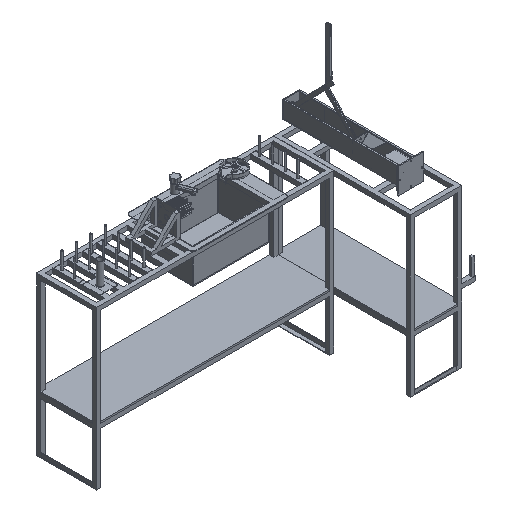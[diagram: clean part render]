
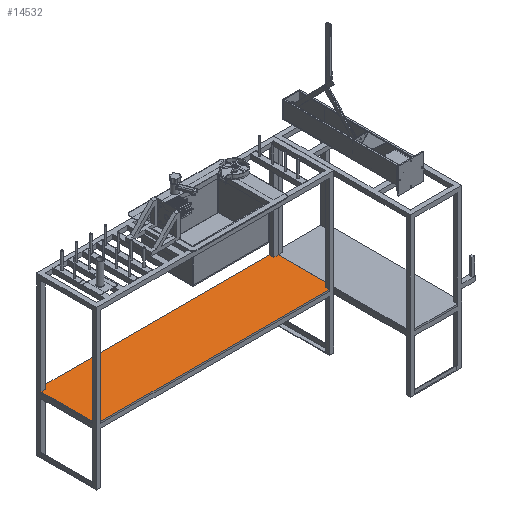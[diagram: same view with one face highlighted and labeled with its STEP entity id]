
A CAD part, isometric view. The second image highlights one B-rep face of the part: STEP entity #14532.
In plain terms, the highlighted planar face has unit normal (0, 0, 1).
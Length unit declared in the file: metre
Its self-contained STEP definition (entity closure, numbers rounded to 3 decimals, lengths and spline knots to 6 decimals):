
#3146=ORIENTED_EDGE('',*,*,#6079,.F.);
#3147=ORIENTED_EDGE('',*,*,#6083,.T.);
#3148=ORIENTED_EDGE('',*,*,#6086,.T.);
#3149=ORIENTED_EDGE('',*,*,#6089,.T.);
#3150=ORIENTED_EDGE('',*,*,#6092,.T.);
#3151=ORIENTED_EDGE('',*,*,#6095,.F.);
#3152=ORIENTED_EDGE('',*,*,#6098,.T.);
#3153=ORIENTED_EDGE('',*,*,#6101,.F.);
#3154=ORIENTED_EDGE('',*,*,#6104,.F.);
#3155=ORIENTED_EDGE('',*,*,#6107,.F.);
#3156=ORIENTED_EDGE('',*,*,#6110,.F.);
#3157=ORIENTED_EDGE('',*,*,#6112,.T.);
#6079=EDGE_CURVE('',#7687,#7688,#9063,.T.);
#6083=EDGE_CURVE('',#7687,#7690,#9067,.T.);
#6086=EDGE_CURVE('',#7690,#7692,#9070,.T.);
#6089=EDGE_CURVE('',#7692,#7694,#9073,.T.);
#6092=EDGE_CURVE('',#7694,#7696,#9076,.T.);
#6095=EDGE_CURVE('',#7698,#7696,#9079,.T.);
#6098=EDGE_CURVE('',#7698,#7700,#9082,.T.);
#6101=EDGE_CURVE('',#7702,#7700,#9085,.T.);
#6104=EDGE_CURVE('',#7704,#7702,#9088,.T.);
#6107=EDGE_CURVE('',#7706,#7704,#9091,.T.);
#6110=EDGE_CURVE('',#7708,#7706,#9094,.T.);
#6112=EDGE_CURVE('',#7708,#7688,#9096,.T.);
#7687=VERTEX_POINT('',#24538);
#7688=VERTEX_POINT('',#24540);
#7690=VERTEX_POINT('',#24546);
#7692=VERTEX_POINT('',#24552);
#7694=VERTEX_POINT('',#24558);
#7696=VERTEX_POINT('',#24564);
#7698=VERTEX_POINT('',#24570);
#7700=VERTEX_POINT('',#24576);
#7702=VERTEX_POINT('',#24582);
#7704=VERTEX_POINT('',#24588);
#7706=VERTEX_POINT('',#24594);
#7708=VERTEX_POINT('',#24600);
#9063=LINE('',#24539,#10266);
#9067=LINE('',#24547,#10270);
#9070=LINE('',#24553,#10273);
#9073=LINE('',#24559,#10276);
#9076=LINE('',#24565,#10279);
#9079=LINE('',#24571,#10282);
#9082=LINE('',#24577,#10285);
#9085=LINE('',#24583,#10288);
#9088=LINE('',#24589,#10291);
#9091=LINE('',#24595,#10294);
#9094=LINE('',#24601,#10297);
#9096=LINE('',#24604,#10299);
#10266=VECTOR('',#19911,1.);
#10270=VECTOR('',#19917,1.);
#10273=VECTOR('',#19922,1.);
#10276=VECTOR('',#19927,1.);
#10279=VECTOR('',#19932,1.);
#10282=VECTOR('',#19937,1.);
#10285=VECTOR('',#19942,1.);
#10288=VECTOR('',#19947,1.);
#10291=VECTOR('',#19952,1.);
#10294=VECTOR('',#19957,1.);
#10297=VECTOR('',#19962,1.);
#10299=VECTOR('',#19966,1.);
#11329=EDGE_LOOP('',(#3146,#3147,#3148,#3149,#3150,#3151,#3152,#3153,#3154,
#3155,#3156,#3157));
#12685=FACE_BOUND('',#11329,.T.);
#13848=PLANE('',#17340);
#14532=ADVANCED_FACE('',(#12685),#13848,.T.);
#17340=AXIS2_PLACEMENT_3D('',#24605,#19967,#19968);
#19911=DIRECTION('',(1.,0.,0.));
#19917=DIRECTION('',(0.,-1.,0.));
#19922=DIRECTION('',(1.,0.,0.));
#19927=DIRECTION('',(0.,-1.,0.));
#19932=DIRECTION('',(1.,0.,0.));
#19937=DIRECTION('',(0.,-1.,0.));
#19942=DIRECTION('',(1.,0.,0.));
#19947=DIRECTION('',(0.,-1.,0.));
#19952=DIRECTION('',(1.,0.,0.));
#19957=DIRECTION('',(0.,-1.,0.));
#19962=DIRECTION('',(1.,0.,0.));
#19966=DIRECTION('',(0.,-1.,0.));
#19967=DIRECTION('',(0.,0.,1.));
#19968=DIRECTION('',(1.,0.,0.));
#24538=CARTESIAN_POINT('',(-0.3508,-0.0254,0.01));
#24539=CARTESIAN_POINT('',(-0.3381,-0.0254,0.01));
#24540=CARTESIAN_POINT('',(-0.3254,-0.0254,0.01));
#24546=CARTESIAN_POINT('',(-0.3508,-1.3642,0.01));
#24547=CARTESIAN_POINT('',(-0.3508,-0.6948,0.01));
#24552=CARTESIAN_POINT('',(-0.3254,-1.3642,0.01));
#24553=CARTESIAN_POINT('',(-0.3381,-1.3642,0.01));
#24558=CARTESIAN_POINT('',(-0.3254,-1.3896,0.01));
#24559=CARTESIAN_POINT('',(-0.3254,-1.3769,0.01));
#24564=CARTESIAN_POINT('',(-0.0254,-1.3896,0.01));
#24565=CARTESIAN_POINT('',(-0.1754,-1.3896,0.01));
#24570=CARTESIAN_POINT('',(-0.0254,-1.3642,0.01));
#24571=CARTESIAN_POINT('',(-0.0254,-1.3769,0.01));
#24576=CARTESIAN_POINT('',(0.,-1.3642,0.01));
#24577=CARTESIAN_POINT('',(-0.0127,-1.3642,0.01));
#24582=CARTESIAN_POINT('',(0.,-0.0254,0.01));
#24583=CARTESIAN_POINT('',(0.,-0.6948,0.01));
#24588=CARTESIAN_POINT('',(-0.0254,-0.0254,0.01));
#24589=CARTESIAN_POINT('',(-0.0127,-0.0254,0.01));
#24594=CARTESIAN_POINT('',(-0.0254,0.,0.01));
#24595=CARTESIAN_POINT('',(-0.0254,-0.0127,0.01));
#24600=CARTESIAN_POINT('',(-0.3254,0.,0.01));
#24601=CARTESIAN_POINT('',(-0.1754,0.,0.01));
#24604=CARTESIAN_POINT('',(-0.3254,-0.0127,0.01));
#24605=CARTESIAN_POINT('',(-0.1754,-0.6948,0.01));
